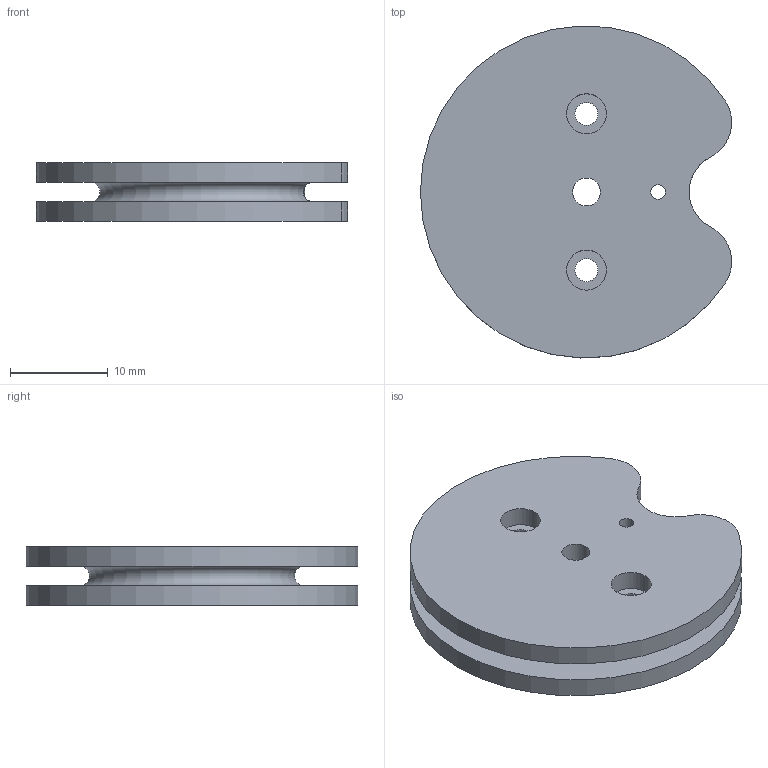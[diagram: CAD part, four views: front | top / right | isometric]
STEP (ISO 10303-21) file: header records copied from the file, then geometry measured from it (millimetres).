
FILE_DESCRIPTION(/* description */ (''),/* implementation_level */ '2;1');
FILE_NAME(/* name */ '9fff5beb-bb14-47f3-a61b-8ea825f8cfbb.stp',/* time_stamp */ '2017-09-04T07:48:53+00:00',/* author */ (''),/* organization */ (''),/* preprocessor_version */ 'ST-DEVELOPER v16.13',/* originating_system */ 'Autodesk Translation Framework v6.1.1.50',/* authorisation */ '');
FILE_SCHEMA (('AUTOMOTIVE_DESIGN { 1 0 10303 214 3 1 1 }'));
Length unit declared in the file: millimetre
Products named in the file (1): MX-28hone v4
Bounding box: 31.86 x 33.98 x 6 mm (x, y, z)
Volume: 3857.4 mm3; surface area: 3442.4 mm2
Topology: 1 solids, 1 shells, 28 faces, 67 edges, 40 vertices
Faces by surface type: cylinder 16, plane 7, bspline 4, torus 1
Full cylindrical faces by diameter (mm): 1.5 x1, 2.35 x2, 2.85 x1, 4.1 x2, 8.35 x1
Entity records: 1125 total; most frequent: CARTESIAN_POINT 489, DIRECTION 134, ORIENTED_EDGE 108, AXIS2_PLACEMENT_3D 63, EDGE_CURVE 54, EDGE_LOOP 46, CIRCLE 38, VERTEX_POINT 38
